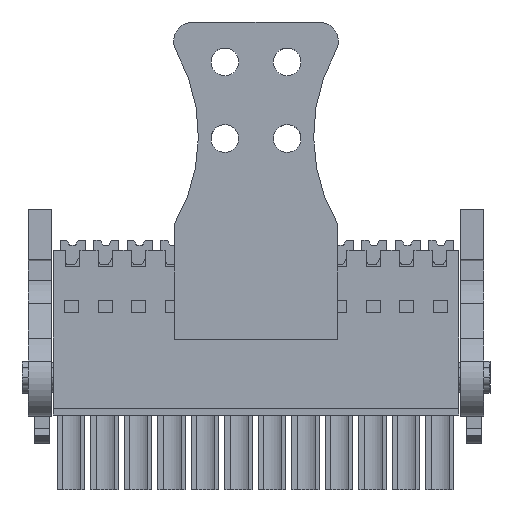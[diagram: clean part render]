
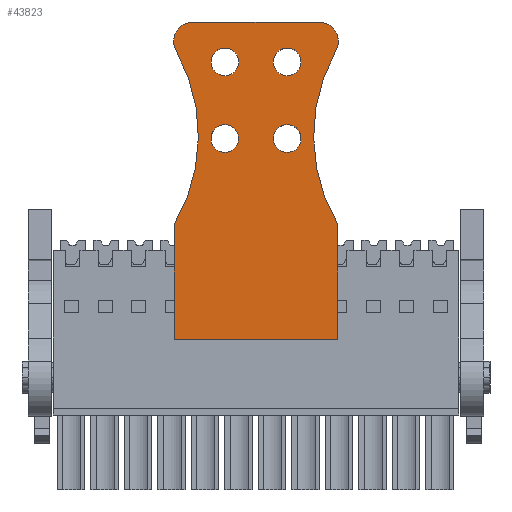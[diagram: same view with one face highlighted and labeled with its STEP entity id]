
A CAD part, front view. The second image highlights one B-rep face of the part: STEP entity #43823.
In plain terms, the highlighted planar face has unit normal (0, -1, 0).
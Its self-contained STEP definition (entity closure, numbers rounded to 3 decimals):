
#43683=AXIS2_PLACEMENT_3D('Plane Axis2P3D',#43680,#43681,#43682) ;
#43703=AXIS2_PLACEMENT_3D('Circle Axis2P3D',#43701,#43702,$) ;
#43710=AXIS2_PLACEMENT_3D('Circle Axis2P3D',#43708,#43709,$) ;
#43724=AXIS2_PLACEMENT_3D('Circle Axis2P3D',#43722,#43723,$) ;
#43731=AXIS2_PLACEMENT_3D('Circle Axis2P3D',#43729,#43730,$) ;
#43753=AXIS2_PLACEMENT_3D('Circle Axis2P3D',#43751,#43752,$) ;
#43762=AXIS2_PLACEMENT_3D('Circle Axis2P3D',#43760,#43761,$) ;
#43771=AXIS2_PLACEMENT_3D('Circle Axis2P3D',#43769,#43770,$) ;
#43780=AXIS2_PLACEMENT_3D('Circle Axis2P3D',#43778,#43779,$) ;
#43789=AXIS2_PLACEMENT_3D('Circle Axis2P3D',#43787,#43788,$) ;
#43798=AXIS2_PLACEMENT_3D('Circle Axis2P3D',#43796,#43797,$) ;
#43807=AXIS2_PLACEMENT_3D('Circle Axis2P3D',#43805,#43806,$) ;
#43816=AXIS2_PLACEMENT_3D('Circle Axis2P3D',#43814,#43815,$) ;
#43680=CARTESIAN_POINT('Axis2P3D Location',(10.5,0.,0.)) ;
#43685=CARTESIAN_POINT('Line Origine',(24.45,0.,15.7)) ;
#43689=CARTESIAN_POINT('Vertex',(15.89,0.,15.7)) ;
#43691=CARTESIAN_POINT('Vertex',(33.01,0.,15.7)) ;
#43694=CARTESIAN_POINT('Line Origine',(33.01,0.,21.7)) ;
#43698=CARTESIAN_POINT('Vertex',(33.01,0.,27.701)) ;
#43701=CARTESIAN_POINT('Axis2P3D Location',(48.665,0.,36.973)) ;
#43705=CARTESIAN_POINT('Vertex',(32.794,0.,45.872)) ;
#43708=CARTESIAN_POINT('Axis2P3D Location',(31.05,0.,46.85)) ;
#43712=CARTESIAN_POINT('Vertex',(31.05,0.,48.85)) ;
#43715=CARTESIAN_POINT('Line Origine',(24.45,0.,48.85)) ;
#43719=CARTESIAN_POINT('Vertex',(17.85,0.,48.85)) ;
#43722=CARTESIAN_POINT('Axis2P3D Location',(17.85,0.,46.85)) ;
#43726=CARTESIAN_POINT('Vertex',(16.106,0.,45.872)) ;
#43729=CARTESIAN_POINT('Axis2P3D Location',(0.235,0.,36.973)) ;
#43733=CARTESIAN_POINT('Vertex',(15.89,0.,27.701)) ;
#43736=CARTESIAN_POINT('Line Origine',(15.89,0.,21.7)) ;
#43751=CARTESIAN_POINT('Axis2P3D Location',(27.7,0.,44.7)) ;
#43755=CARTESIAN_POINT('Vertex',(26.25,0.,44.7)) ;
#43757=CARTESIAN_POINT('Vertex',(29.15,0.,44.7)) ;
#43760=CARTESIAN_POINT('Axis2P3D Location',(27.7,0.,44.7)) ;
#43769=CARTESIAN_POINT('Axis2P3D Location',(21.2,0.,44.7)) ;
#43773=CARTESIAN_POINT('Vertex',(19.75,0.,44.7)) ;
#43775=CARTESIAN_POINT('Vertex',(22.65,0.,44.7)) ;
#43778=CARTESIAN_POINT('Axis2P3D Location',(21.2,0.,44.7)) ;
#43787=CARTESIAN_POINT('Axis2P3D Location',(21.2,0.,36.7)) ;
#43791=CARTESIAN_POINT('Vertex',(19.75,0.,36.7)) ;
#43793=CARTESIAN_POINT('Vertex',(22.65,0.,36.7)) ;
#43796=CARTESIAN_POINT('Axis2P3D Location',(21.2,0.,36.7)) ;
#43805=CARTESIAN_POINT('Axis2P3D Location',(27.7,0.,36.7)) ;
#43809=CARTESIAN_POINT('Vertex',(26.25,0.,36.7)) ;
#43811=CARTESIAN_POINT('Vertex',(29.15,0.,36.7)) ;
#43814=CARTESIAN_POINT('Axis2P3D Location',(27.7,0.,36.7)) ;
#43681=DIRECTION('Axis2P3D Direction',(0.,-1.,0.)) ;
#43682=DIRECTION('Axis2P3D XDirection',(1.,0.,0.)) ;
#43686=DIRECTION('Vector Direction',(1.,0.,0.)) ;
#43695=DIRECTION('Vector Direction',(0.,0.,-1.)) ;
#43702=DIRECTION('Axis2P3D Direction',(0.,-1.,0.)) ;
#43709=DIRECTION('Axis2P3D Direction',(0.,-1.,0.)) ;
#43716=DIRECTION('Vector Direction',(-1.,0.,0.)) ;
#43723=DIRECTION('Axis2P3D Direction',(0.,-1.,0.)) ;
#43730=DIRECTION('Axis2P3D Direction',(0.,-1.,0.)) ;
#43737=DIRECTION('Vector Direction',(0.,0.,1.)) ;
#43752=DIRECTION('Axis2P3D Direction',(0.,-1.,0.)) ;
#43761=DIRECTION('Axis2P3D Direction',(0.,-1.,0.)) ;
#43770=DIRECTION('Axis2P3D Direction',(0.,-1.,0.)) ;
#43779=DIRECTION('Axis2P3D Direction',(0.,-1.,0.)) ;
#43788=DIRECTION('Axis2P3D Direction',(0.,-1.,0.)) ;
#43797=DIRECTION('Axis2P3D Direction',(0.,-1.,0.)) ;
#43806=DIRECTION('Axis2P3D Direction',(0.,-1.,0.)) ;
#43815=DIRECTION('Axis2P3D Direction',(0.,-1.,0.)) ;
#43687=VECTOR('Line Direction',#43686,1.) ;
#43696=VECTOR('Line Direction',#43695,1.) ;
#43717=VECTOR('Line Direction',#43716,1.) ;
#43738=VECTOR('Line Direction',#43737,1.) ;
#43742=ORIENTED_EDGE('',*,*,#43693,.T.) ;
#43743=ORIENTED_EDGE('',*,*,#43700,.T.) ;
#43744=ORIENTED_EDGE('',*,*,#43707,.T.) ;
#43745=ORIENTED_EDGE('',*,*,#43714,.T.) ;
#43746=ORIENTED_EDGE('',*,*,#43721,.T.) ;
#43747=ORIENTED_EDGE('',*,*,#43728,.T.) ;
#43748=ORIENTED_EDGE('',*,*,#43735,.T.) ;
#43749=ORIENTED_EDGE('',*,*,#43740,.T.) ;
#43766=ORIENTED_EDGE('',*,*,#43759,.F.) ;
#43767=ORIENTED_EDGE('',*,*,#43764,.F.) ;
#43784=ORIENTED_EDGE('',*,*,#43777,.F.) ;
#43785=ORIENTED_EDGE('',*,*,#43782,.F.) ;
#43802=ORIENTED_EDGE('',*,*,#43795,.F.) ;
#43803=ORIENTED_EDGE('',*,*,#43800,.F.) ;
#43820=ORIENTED_EDGE('',*,*,#43813,.F.) ;
#43821=ORIENTED_EDGE('',*,*,#43818,.F.) ;
#43768=FACE_BOUND('',#43765,.T.) ;
#43786=FACE_BOUND('',#43783,.T.) ;
#43804=FACE_BOUND('',#43801,.T.) ;
#43822=FACE_BOUND('',#43819,.T.) ;
#43823=ADVANCED_FACE('Strain relief',(#43750,#43768,#43786,#43804,#43822),#43684,.T.) ;
#43704=CIRCLE('generated circle',#43703,18.195) ;
#43711=CIRCLE('generated circle',#43710,2.) ;
#43725=CIRCLE('generated circle',#43724,2.) ;
#43732=CIRCLE('generated circle',#43731,18.195) ;
#43754=CIRCLE('generated circle',#43753,1.45) ;
#43763=CIRCLE('generated circle',#43762,1.45) ;
#43772=CIRCLE('generated circle',#43771,1.45) ;
#43781=CIRCLE('generated circle',#43780,1.45) ;
#43790=CIRCLE('generated circle',#43789,1.45) ;
#43799=CIRCLE('generated circle',#43798,1.45) ;
#43808=CIRCLE('generated circle',#43807,1.45) ;
#43817=CIRCLE('generated circle',#43816,1.45) ;
#43693=EDGE_CURVE('',#43690,#43692,#43688,.T.) ;
#43700=EDGE_CURVE('',#43692,#43699,#43697,.F.) ;
#43707=EDGE_CURVE('',#43699,#43706,#43704,.F.) ;
#43714=EDGE_CURVE('',#43706,#43713,#43711,.T.) ;
#43721=EDGE_CURVE('',#43713,#43720,#43718,.T.) ;
#43728=EDGE_CURVE('',#43720,#43727,#43725,.T.) ;
#43735=EDGE_CURVE('',#43727,#43734,#43732,.F.) ;
#43740=EDGE_CURVE('',#43734,#43690,#43739,.F.) ;
#43759=EDGE_CURVE('',#43756,#43758,#43754,.T.) ;
#43764=EDGE_CURVE('',#43758,#43756,#43763,.T.) ;
#43777=EDGE_CURVE('',#43774,#43776,#43772,.T.) ;
#43782=EDGE_CURVE('',#43776,#43774,#43781,.T.) ;
#43795=EDGE_CURVE('',#43792,#43794,#43790,.T.) ;
#43800=EDGE_CURVE('',#43794,#43792,#43799,.T.) ;
#43813=EDGE_CURVE('',#43810,#43812,#43808,.T.) ;
#43818=EDGE_CURVE('',#43812,#43810,#43817,.T.) ;
#43741=EDGE_LOOP('',(#43742,#43743,#43744,#43745,#43746,#43747,#43748,#43749)) ;
#43765=EDGE_LOOP('',(#43766,#43767)) ;
#43783=EDGE_LOOP('',(#43784,#43785)) ;
#43801=EDGE_LOOP('',(#43802,#43803)) ;
#43819=EDGE_LOOP('',(#43820,#43821)) ;
#43750=FACE_OUTER_BOUND('',#43741,.T.) ;
#43688=LINE('Line',#43685,#43687) ;
#43697=LINE('Line',#43694,#43696) ;
#43718=LINE('Line',#43715,#43717) ;
#43739=LINE('Line',#43736,#43738) ;
#43684=PLANE('',#43683) ;
#43690=VERTEX_POINT('',#43689) ;
#43692=VERTEX_POINT('',#43691) ;
#43699=VERTEX_POINT('',#43698) ;
#43706=VERTEX_POINT('',#43705) ;
#43713=VERTEX_POINT('',#43712) ;
#43720=VERTEX_POINT('',#43719) ;
#43727=VERTEX_POINT('',#43726) ;
#43734=VERTEX_POINT('',#43733) ;
#43756=VERTEX_POINT('',#43755) ;
#43758=VERTEX_POINT('',#43757) ;
#43774=VERTEX_POINT('',#43773) ;
#43776=VERTEX_POINT('',#43775) ;
#43792=VERTEX_POINT('',#43791) ;
#43794=VERTEX_POINT('',#43793) ;
#43810=VERTEX_POINT('',#43809) ;
#43812=VERTEX_POINT('',#43811) ;
